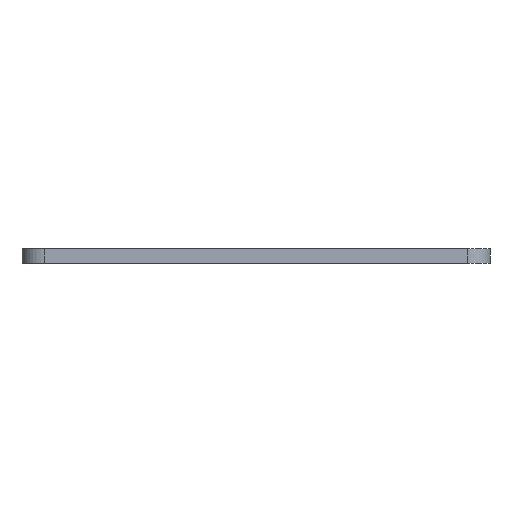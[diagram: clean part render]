
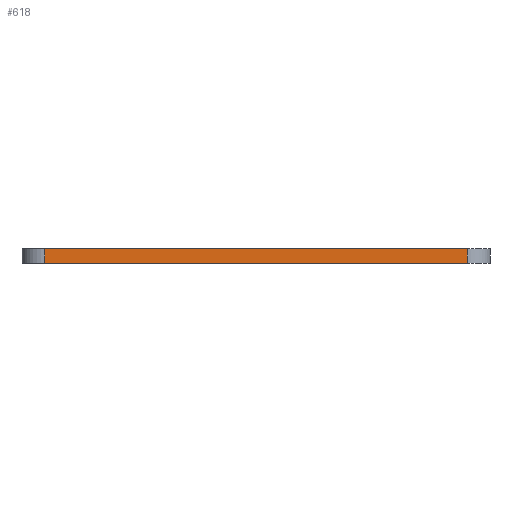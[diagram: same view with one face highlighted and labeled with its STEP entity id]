
A CAD part, front view. The second image highlights one B-rep face of the part: STEP entity #618.
In plain terms, the highlighted planar face has unit normal (0, -1, 0).
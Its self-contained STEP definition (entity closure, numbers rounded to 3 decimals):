
#54 = DIRECTION ( 'NONE',  ( 1., 0., 0. ) ) ;
#66 = CARTESIAN_POINT ( 'NONE',  ( -218.236, 474.511, 0. ) ) ;
#97 = EDGE_CURVE ( 'NONE', #975, #807, #318, .T. ) ;
#105 = ORIENTED_EDGE ( 'NONE', *, *, #97, .T. ) ;
#157 = LINE ( 'NONE', #378, #300 ) ;
#162 = VECTOR ( 'NONE', #402, 1000. ) ;
#193 = DIRECTION ( 'NONE',  ( 0., 0., 1. ) ) ;
#198 = LINE ( 'NONE', #970, #162 ) ;
#201 = EDGE_LOOP ( 'NONE', ( #1127, #579, #320, #105 ) ) ;
#300 = VECTOR ( 'NONE', #54, 1000. ) ;
#317 = EDGE_CURVE ( 'NONE', #824, #1397, #1394, .T. ) ;
#318 = LINE ( 'NONE', #1422, #368 ) ;
#320 = ORIENTED_EDGE ( 'NONE', *, *, #689, .T. ) ;
#368 = VECTOR ( 'NONE', #193, 1000. ) ;
#371 = EDGE_CURVE ( 'NONE', #824, #807, #157, .T. ) ;
#378 = CARTESIAN_POINT ( 'NONE',  ( -225.82, 474.511, 3.175 ) ) ;
#383 = AXIS2_PLACEMENT_3D ( 'NONE', #1191, #810, #1294 ) ;
#402 = DIRECTION ( 'NONE',  ( 1., 0., 0. ) ) ;
#438 = CARTESIAN_POINT ( 'NONE',  ( -125., 474.511, 0. ) ) ;
#478 = CARTESIAN_POINT ( 'NONE',  ( -218.236, 474.511, 3.175 ) ) ;
#579 = ORIENTED_EDGE ( 'NONE', *, *, #317, .T. ) ;
#618 = ADVANCED_FACE ( 'NONE', ( #717 ), #943, .F. ) ;
#674 = CARTESIAN_POINT ( 'NONE',  ( -125., 474.511, 3.175 ) ) ;
#689 = EDGE_CURVE ( 'NONE', #1397, #975, #198, .T. ) ;
#717 = FACE_OUTER_BOUND ( 'NONE', #201, .T. ) ;
#807 = VERTEX_POINT ( 'NONE', #674 ) ;
#810 = DIRECTION ( 'NONE',  ( 0., 1., 0. ) ) ;
#824 = VERTEX_POINT ( 'NONE', #478 ) ;
#835 = DIRECTION ( 'NONE',  ( 0., 0., -1. ) ) ;
#915 = VECTOR ( 'NONE', #835, 1000. ) ;
#943 = PLANE ( 'NONE',  #383 ) ;
#970 = CARTESIAN_POINT ( 'NONE',  ( -225.82, 474.511, 0. ) ) ;
#975 = VERTEX_POINT ( 'NONE', #438 ) ;
#1051 = CARTESIAN_POINT ( 'NONE',  ( -218.236, 474.511, 3.175 ) ) ;
#1127 = ORIENTED_EDGE ( 'NONE', *, *, #371, .F. ) ;
#1191 = CARTESIAN_POINT ( 'NONE',  ( -225.82, 474.511, 3.175 ) ) ;
#1294 = DIRECTION ( 'NONE',  ( 0., 0., 1. ) ) ;
#1394 = LINE ( 'NONE', #1051, #915 ) ;
#1397 = VERTEX_POINT ( 'NONE', #66 ) ;
#1422 = CARTESIAN_POINT ( 'NONE',  ( -125., 474.511, 3.175 ) ) ;
